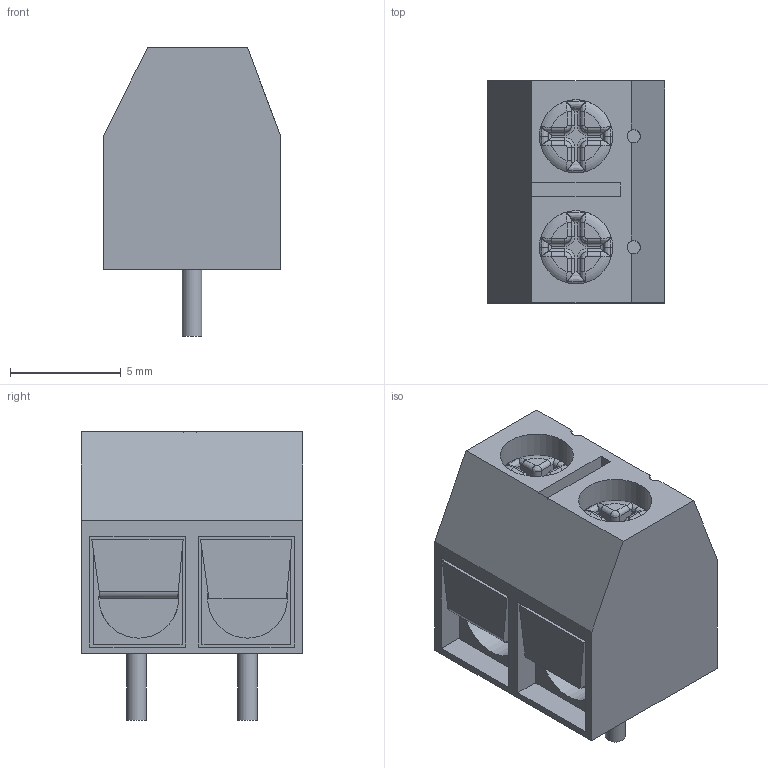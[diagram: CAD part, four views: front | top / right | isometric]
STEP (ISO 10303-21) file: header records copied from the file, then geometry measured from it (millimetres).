
FILE_DESCRIPTION(('FreeCAD Model'),'2;1');
FILE_NAME('Klemmblock 2polig.step','2017-02-12T17:01:26',( 'Author'),(''),'Open CASCADE STEP processor 6.8','FreeCAD','Unknown' );
FILE_SCHEMA(('AUTOMOTIVE_DESIGN_CC2 { 1 2 10303 214 -1 1 5 4 }'));
Length unit declared in the file: millimetre
Products named in the file (2): ASSEMBLY; Fusion002
Assembly tree (1 placements, depth 2):
  ASSEMBLY
    Fusion002
Bounding box: 8 x 10 x 13 mm (x, y, z)
Volume: 642.9 mm3; surface area: 806.8 mm2
Topology: 1 solids, 3 shells, 212 faces, 526 edges, 328 vertices
Faces by surface type: plane 93, cylinder 61, bspline 42, torus 16
Full cylindrical faces by diameter (mm): 0.6 x2, 0.9 x2, 3.3 x4, 3.6 x2
Entity records: 38785 total; most frequent: CARTESIAN_POINT 27998, DIRECTION 1325, ORIENTED_EDGE 1052, PCURVE 1052, DEFINITIONAL_REPRESENTATION 1052, B_SPLINE_CURVE_WITH_KNOTS 720, LINE 658, VECTOR 658
